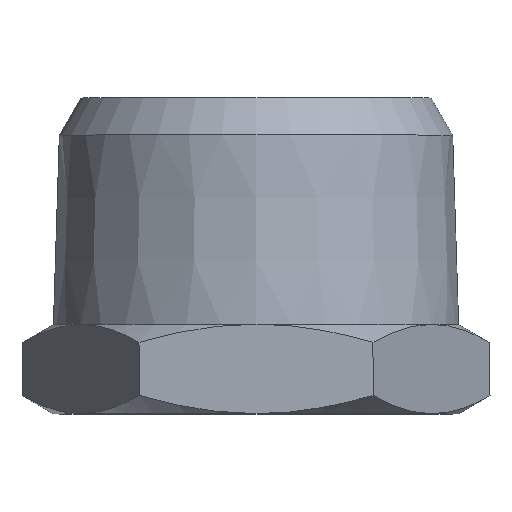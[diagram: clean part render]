
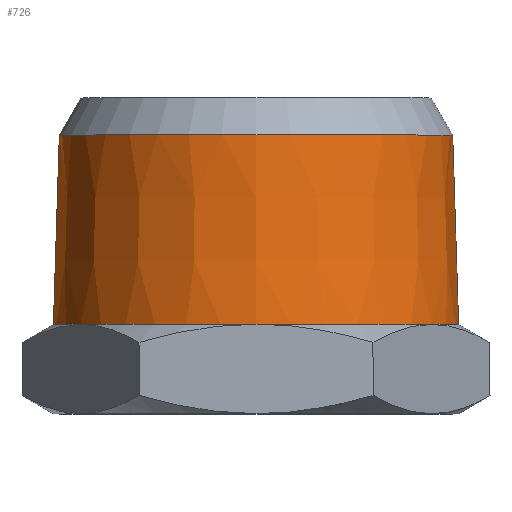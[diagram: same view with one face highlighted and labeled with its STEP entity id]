
A CAD part, top view. The second image highlights one B-rep face of the part: STEP entity #726.
In plain terms, the highlighted conical face has half-angle 1.79 degrees and reference radius 16.996 mm.
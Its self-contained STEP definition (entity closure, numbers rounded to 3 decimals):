
#22 = ORIENTED_EDGE ( 'NONE', *, *, #621, .T. ) ;
#24 = LINE ( 'NONE', #508, #989 ) ;
#46 = VERTEX_POINT ( 'NONE', #845 ) ;
#75 = DIRECTION ( 'NONE',  ( -0.031, -1., 0. ) ) ;
#106 = DIRECTION ( 'NONE',  ( 0., 1., 0. ) ) ;
#123 = EDGE_LOOP ( 'NONE', ( #623, #573, #22, #671 ) ) ;
#186 = LINE ( 'NONE', #544, #436 ) ;
#190 = VERTEX_POINT ( 'NONE', #880 ) ;
#278 = CIRCLE ( 'NONE', #901, 16.996 ) ;
#326 = DIRECTION ( 'NONE',  ( 1., 0., 0. ) ) ;
#367 = CARTESIAN_POINT ( 'NONE',  ( 0., 7.5, 0. ) ) ;
#373 = DIRECTION ( 'NONE',  ( 0., -1., 0. ) ) ;
#383 = CONICAL_SURFACE ( 'NONE', #1001, 16.996, 0.031 ) ;
#396 = DIRECTION ( 'NONE',  ( 0., 1., 0. ) ) ;
#436 = VECTOR ( 'NONE', #75, 1000. ) ;
#456 = DIRECTION ( 'NONE',  ( 1., 0., 0. ) ) ;
#508 = CARTESIAN_POINT ( 'NONE',  ( 16.996, 7.5, 0. ) ) ;
#538 = VERTEX_POINT ( 'NONE', #652 ) ;
#544 = CARTESIAN_POINT ( 'NONE',  ( -16.996, 7.5, 0. ) ) ;
#573 = ORIENTED_EDGE ( 'NONE', *, *, #947, .T. ) ;
#574 = CARTESIAN_POINT ( 'NONE',  ( 0., 7.5, 0. ) ) ;
#589 = VERTEX_POINT ( 'NONE', #962 ) ;
#621 = EDGE_CURVE ( 'NONE', #538, #589, #278, .T. ) ;
#623 = ORIENTED_EDGE ( 'NONE', *, *, #951, .F. ) ;
#651 = AXIS2_PLACEMENT_3D ( 'NONE', #867, #396, #326 ) ;
#652 = CARTESIAN_POINT ( 'NONE',  ( -16.996, 7.5, 0. ) ) ;
#657 = DIRECTION ( 'NONE',  ( 0.031, -1., 0. ) ) ;
#659 = FACE_OUTER_BOUND ( 'NONE', #123, .T. ) ;
#671 = ORIENTED_EDGE ( 'NONE', *, *, #716, .F. ) ;
#716 = EDGE_CURVE ( 'NONE', #190, #589, #24, .T. ) ;
#724 = DIRECTION ( 'NONE',  ( 1., 0., 0. ) ) ;
#726 = ADVANCED_FACE ( 'NONE', ( #659 ), #383, .T. ) ;
#845 = CARTESIAN_POINT ( 'NONE',  ( -16.5, 23.382, 0. ) ) ;
#867 = CARTESIAN_POINT ( 'NONE',  ( 0., 23.382, 0. ) ) ;
#880 = CARTESIAN_POINT ( 'NONE',  ( 16.5, 23.382, 0. ) ) ;
#901 = AXIS2_PLACEMENT_3D ( 'NONE', #574, #106, #724 ) ;
#947 = EDGE_CURVE ( 'NONE', #46, #538, #186, .T. ) ;
#951 = EDGE_CURVE ( 'NONE', #46, #190, #972, .T. ) ;
#962 = CARTESIAN_POINT ( 'NONE',  ( 16.996, 7.5, 0. ) ) ;
#972 = CIRCLE ( 'NONE', #651, 16.5 ) ;
#989 = VECTOR ( 'NONE', #657, 1000. ) ;
#1001 = AXIS2_PLACEMENT_3D ( 'NONE', #367, #373, #456 ) ;
